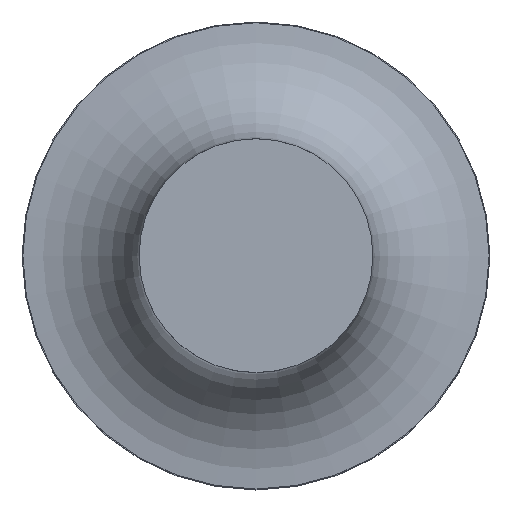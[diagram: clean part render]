
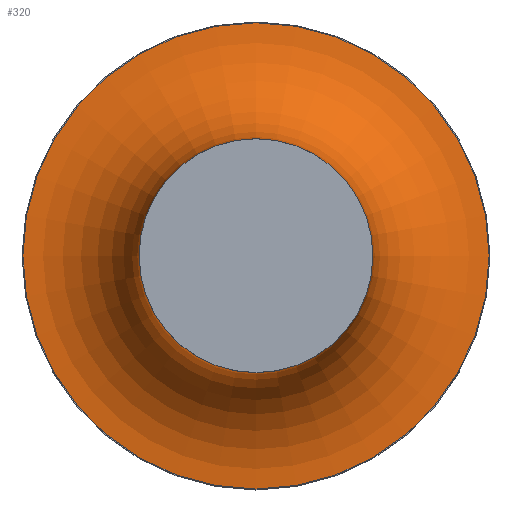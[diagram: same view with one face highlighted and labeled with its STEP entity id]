
A CAD part, top view. The second image highlights one B-rep face of the part: STEP entity #320.
In plain terms, the highlighted toroidal (fillet/blend) face has major radius 2.99 mm and minor radius 1.49 mm.
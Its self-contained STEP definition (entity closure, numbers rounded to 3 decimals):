
#270 = PLANE('',#271);
#271 = AXIS2_PLACEMENT_3D('',#272,#273,#274);
#272 = CARTESIAN_POINT('',(0.,0.,4.));
#273 = DIRECTION('',(0.,0.,1.));
#274 = DIRECTION('',(1.,0.,0.));
#285 = EDGE_CURVE('',#286,#286,#288,.T.);
#286 = VERTEX_POINT('',#287);
#287 = CARTESIAN_POINT('',(2.99,0.,4.));
#288 = SURFACE_CURVE('',#289,(#294,#305),.PCURVE_S1.);
#289 = CIRCLE('',#290,2.99);
#290 = AXIS2_PLACEMENT_3D('',#291,#292,#293);
#291 = CARTESIAN_POINT('',(0.,0.,4.));
#292 = DIRECTION('',(0.,-0.,-1.));
#293 = DIRECTION('',(1.,0.,0.));
#294 = PCURVE('',#270,#295);
#295 = DEFINITIONAL_REPRESENTATION('',(#296),#304);
#296 = ( BOUNDED_CURVE() B_SPLINE_CURVE(2,(#297,#298,#299,#300,#301,#302
,#303),.UNSPECIFIED.,.T.,.F.) B_SPLINE_CURVE_WITH_KNOTS((1,2,2,2,2,1),(
    -2.094,0.,2.094,4.189,6.283,
8.378),.UNSPECIFIED.) CURVE() GEOMETRIC_REPRESENTATION_ITEM() 
RATIONAL_B_SPLINE_CURVE((1.,0.5,1.,0.5,1.,0.5,1.)) REPRESENTATION_ITEM(
  '') );
#297 = CARTESIAN_POINT('',(2.99,0.));
#298 = CARTESIAN_POINT('',(2.99,-5.179));
#299 = CARTESIAN_POINT('',(-1.495,-2.589));
#300 = CARTESIAN_POINT('',(-5.98,0.));
#301 = CARTESIAN_POINT('',(-1.495,2.589));
#302 = CARTESIAN_POINT('',(2.99,5.179));
#303 = CARTESIAN_POINT('',(2.99,0.));
#304 = ( GEOMETRIC_REPRESENTATION_CONTEXT(2) 
PARAMETRIC_REPRESENTATION_CONTEXT() REPRESENTATION_CONTEXT('2D SPACE',''
  ) );
#305 = PCURVE('',#306,#311);
#306 = TOROIDAL_SURFACE('',#307,2.99,1.49);
#307 = AXIS2_PLACEMENT_3D('',#308,#309,#310);
#308 = CARTESIAN_POINT('',(0.,0.,5.49));
#309 = DIRECTION('',(-0.,-0.,-1.));
#310 = DIRECTION('',(1.,0.,0.));
#311 = DEFINITIONAL_REPRESENTATION('',(#312),#316);
#312 = LINE('',#313,#314);
#313 = CARTESIAN_POINT('',(0.,1.571));
#314 = VECTOR('',#315,1.);
#315 = DIRECTION('',(1.,0.));
#316 = ( GEOMETRIC_REPRESENTATION_CONTEXT(2) 
PARAMETRIC_REPRESENTATION_CONTEXT() REPRESENTATION_CONTEXT('2D SPACE',''
  ) );
#320 = ADVANCED_FACE('',(#321),#306,.F.);
#321 = FACE_BOUND('',#322,.F.);
#322 = EDGE_LOOP('',(#323,#347,#348,#349));
#323 = ORIENTED_EDGE('',*,*,#324,.F.);
#324 = EDGE_CURVE('',#286,#325,#327,.T.);
#325 = VERTEX_POINT('',#326);
#326 = CARTESIAN_POINT('',(1.5,0.,5.49));
#327 = SEAM_CURVE('',#328,(#333,#340),.PCURVE_S1.);
#328 = CIRCLE('',#329,1.49);
#329 = AXIS2_PLACEMENT_3D('',#330,#331,#332);
#330 = CARTESIAN_POINT('',(2.99,0.,5.49));
#331 = DIRECTION('',(0.,1.,0.));
#332 = DIRECTION('',(1.,0.,0.));
#333 = PCURVE('',#306,#334);
#334 = DEFINITIONAL_REPRESENTATION('',(#335),#339);
#335 = LINE('',#336,#337);
#336 = CARTESIAN_POINT('',(0.,0.));
#337 = VECTOR('',#338,1.);
#338 = DIRECTION('',(0.,1.));
#339 = ( GEOMETRIC_REPRESENTATION_CONTEXT(2) 
PARAMETRIC_REPRESENTATION_CONTEXT() REPRESENTATION_CONTEXT('2D SPACE',''
  ) );
#340 = PCURVE('',#306,#341);
#341 = DEFINITIONAL_REPRESENTATION('',(#342),#346);
#342 = LINE('',#343,#344);
#343 = CARTESIAN_POINT('',(6.283,0.));
#344 = VECTOR('',#345,1.);
#345 = DIRECTION('',(0.,1.));
#346 = ( GEOMETRIC_REPRESENTATION_CONTEXT(2) 
PARAMETRIC_REPRESENTATION_CONTEXT() REPRESENTATION_CONTEXT('2D SPACE',''
  ) );
#347 = ORIENTED_EDGE('',*,*,#285,.T.);
#348 = ORIENTED_EDGE('',*,*,#324,.T.);
#349 = ORIENTED_EDGE('',*,*,#350,.F.);
#350 = EDGE_CURVE('',#325,#325,#351,.T.);
#351 = SURFACE_CURVE('',#352,(#357,#364),.PCURVE_S1.);
#352 = CIRCLE('',#353,1.5);
#353 = AXIS2_PLACEMENT_3D('',#354,#355,#356);
#354 = CARTESIAN_POINT('',(0.,0.,5.49));
#355 = DIRECTION('',(0.,-0.,-1.));
#356 = DIRECTION('',(1.,0.,0.));
#357 = PCURVE('',#306,#358);
#358 = DEFINITIONAL_REPRESENTATION('',(#359),#363);
#359 = LINE('',#360,#361);
#360 = CARTESIAN_POINT('',(0.,3.142));
#361 = VECTOR('',#362,1.);
#362 = DIRECTION('',(1.,0.));
#363 = ( GEOMETRIC_REPRESENTATION_CONTEXT(2) 
PARAMETRIC_REPRESENTATION_CONTEXT() REPRESENTATION_CONTEXT('2D SPACE',''
  ) );
#364 = PCURVE('',#365,#370);
#365 = CYLINDRICAL_SURFACE('',#366,1.5);
#366 = AXIS2_PLACEMENT_3D('',#367,#368,#369);
#367 = CARTESIAN_POINT('',(0.,0.,-205.));
#368 = DIRECTION('',(-0.,-0.,-1.));
#369 = DIRECTION('',(1.,0.,0.));
#370 = DEFINITIONAL_REPRESENTATION('',(#371),#375);
#371 = LINE('',#372,#373);
#372 = CARTESIAN_POINT('',(-6.283,-210.49));
#373 = VECTOR('',#374,1.);
#374 = DIRECTION('',(1.,-0.));
#375 = ( GEOMETRIC_REPRESENTATION_CONTEXT(2) 
PARAMETRIC_REPRESENTATION_CONTEXT() REPRESENTATION_CONTEXT('2D SPACE',''
  ) );
